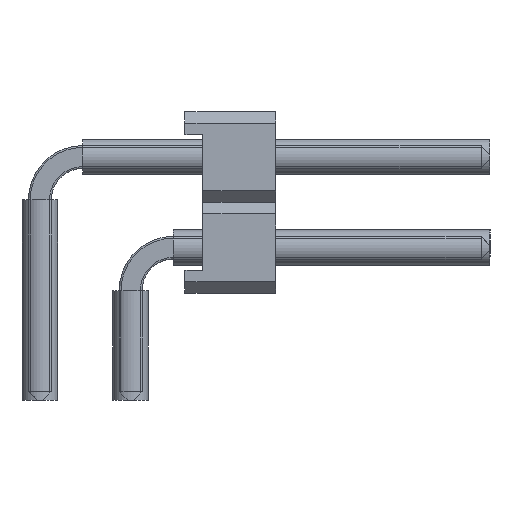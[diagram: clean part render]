
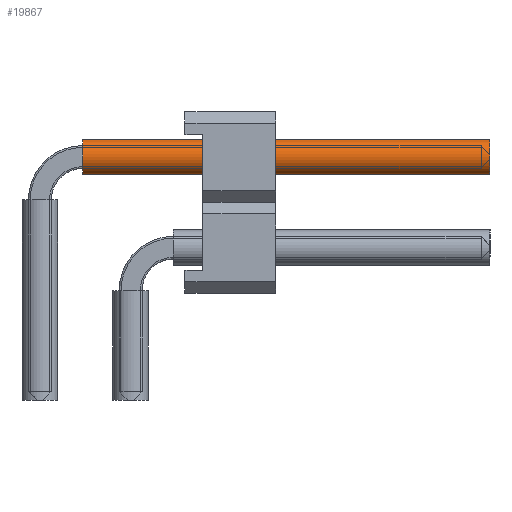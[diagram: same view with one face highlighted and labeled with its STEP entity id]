
A CAD part, left-side view. The second image highlights one B-rep face of the part: STEP entity #19867.
In plain terms, the highlighted cylindrical face has radius 0.5 mm (diameter 1 mm), a full revolution.
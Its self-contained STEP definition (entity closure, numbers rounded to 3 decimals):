
#10916=ORIENTED_EDGE('',*,*,#13752,.F.);
#10917=ORIENTED_EDGE('',*,*,#13753,.T.);
#13752=EDGE_CURVE('',#15640,#15640,#16320,.T.);
#13753=EDGE_CURVE('',#15641,#15641,#16321,.T.);
#15640=VERTEX_POINT('',#32998);
#15641=VERTEX_POINT('',#33000);
#16320=CIRCLE('',#21607,0.5);
#16321=CIRCLE('',#21608,0.5);
#17442=EDGE_LOOP('',(#10916));
#17443=EDGE_LOOP('',(#10917));
#18564=FACE_BOUND('',#17442,.T.);
#18565=FACE_BOUND('',#17443,.T.);
#18909=CYLINDRICAL_SURFACE('',#21606,0.5);
#19867=ADVANCED_FACE('',(#18564,#18565),#18909,.F.);
#21606=AXIS2_PLACEMENT_3D('',#32996,#27154,#27155);
#21607=AXIS2_PLACEMENT_3D('',#32997,#27156,#27157);
#21608=AXIS2_PLACEMENT_3D('',#32999,#27158,#27159);
#27154=DIRECTION('',(1.,0.,0.));
#27155=DIRECTION('',(0.,0.,-1.));
#27156=DIRECTION('',(-1.,0.,0.));
#27157=DIRECTION('',(0.,0.,1.));
#27158=DIRECTION('',(-1.,0.,0.));
#27159=DIRECTION('',(0.,0.,1.));
#32996=CARTESIAN_POINT('',(1.2,0.,6.81));
#32997=CARTESIAN_POINT('',(12.6,0.,6.81));
#32998=CARTESIAN_POINT('',(12.6,0.,7.31));
#32999=CARTESIAN_POINT('',(1.2,0.,6.81));
#33000=CARTESIAN_POINT('',(1.2,0.,7.31));
